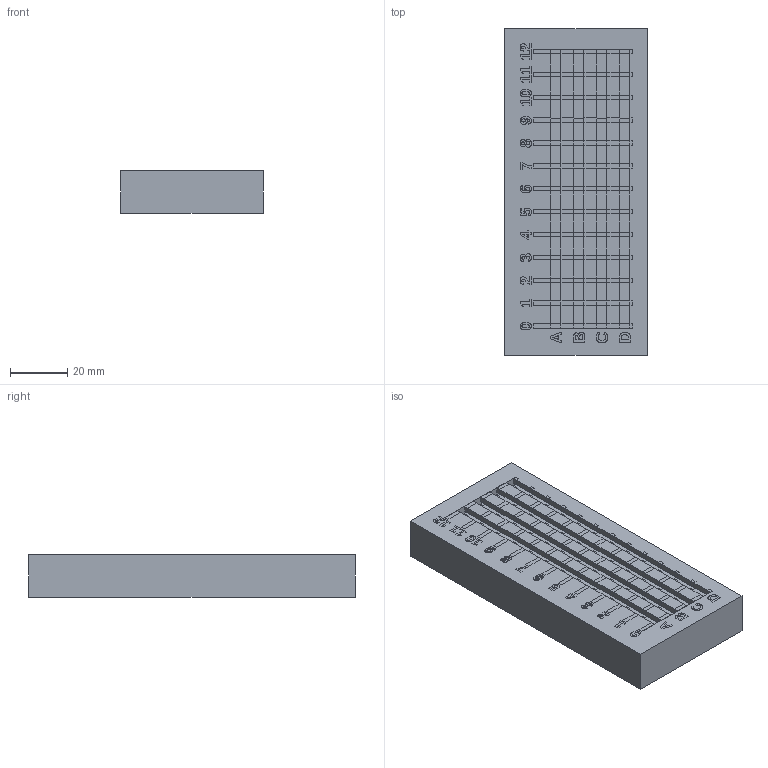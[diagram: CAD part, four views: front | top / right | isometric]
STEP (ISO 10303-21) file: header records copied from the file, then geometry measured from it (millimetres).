
FILE_DESCRIPTION(/* description */ ('STEP AP242','CAx-IF Rec.Pracs.---Representation and Presentation of Product Manufacturing Information (PMI)---4.0---2014-10-13','CAx-IF Rec.Pracs.---3D Tessellated Geometry---0.4---2014-09-14','2;1'),/* implementation_level */ '2;1');
FILE_NAME(/* name */ '6686ed3776a39c504100fbc0',/* time_stamp */ '2024-07-04T18:43:06Z',/* author */ (''),/* organization */ (''),/* preprocessor_version */ 'ST-DEVELOPER v20',/* originating_system */ ' ',/* authorisation */ ' ');
FILE_SCHEMA (('AP242_MANAGED_MODEL_BASED_3D_ENGINEERING_MIM_LF { 1 0 10303 442 1 1 4 }'));
Products named in the file (138): Part 131; Part 138; Part 137; Part 136; Part 135; Part 134; Part 133; Part 132; Part 130; Part 129; Part 128; Part 127; Part 126; Part 125; Part 124; Part 123; Part 122; Part 109; Part 115; Part 116; Part 117; Part 121; Part 120; Part 119; Part 118; Part 114; Part 112; Part 113; Part 108; Part 107; Part 111; Part 110; Part 106; Part 102; Part 103; Part 104; Part 105; Part 101; Part 100; Part 99 ...
Bounding box: 50 x 114.26 x 15 mm (x, y, z)
Volume: 80817.4 mm3; surface area: 27427 mm2
Topology: 138 solids, 138 shells, 2400 faces, 6036 edges, 4024 vertices
Faces by surface type: plane 1924, bspline 476
Entity records: 75677 total; most frequent: CARTESIAN_POINT 17834, ORIENTED_EDGE 12072, DIRECTION 9208, EDGE_CURVE 6036, LINE 5084, VECTOR 5084, VERTEX_POINT 4024, EDGE_LOOP 2534
